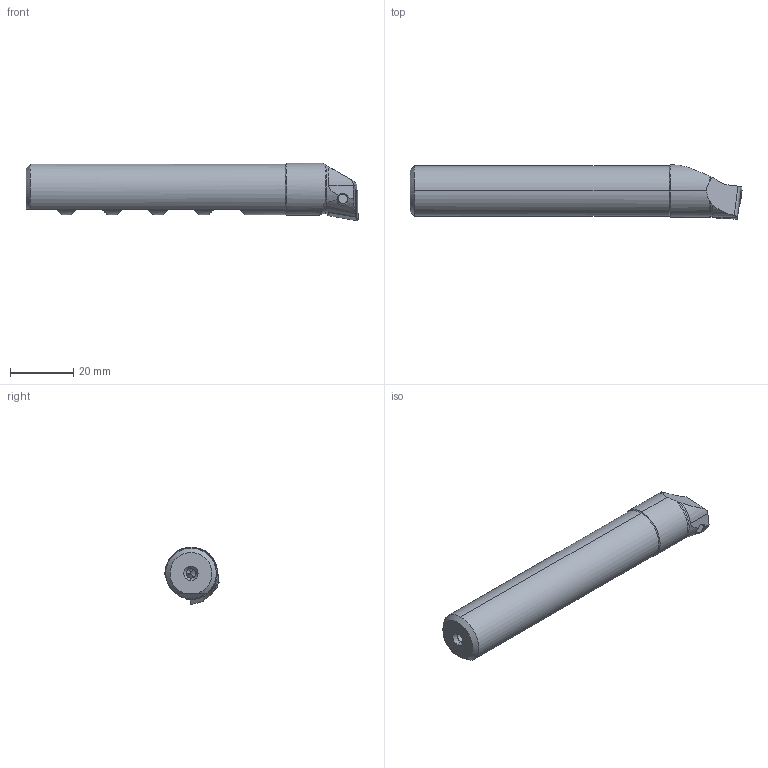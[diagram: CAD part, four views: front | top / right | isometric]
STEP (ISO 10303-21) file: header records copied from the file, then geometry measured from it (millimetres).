
FILE_DESCRIPTION (( 'STEP AP203' ), '1' );
FILE_NAME ('272.020.009C.STEP', '2024-08-27T08:52:57', ( '' ), ( '' ), 'SwSTEP 2.0', 'SolidWorks 2022', '' );
FILE_SCHEMA (( 'CONFIG_CONTROL_DESIGN' ));
Length unit declared in the file: millimetre
Products named in the file (4): 272.020.009C; B20-WCB.K11.105_B; CCMT09T304; WCB-ER2.001.009_A
Assembly tree (3 placements, depth 2):
  272.020.009C
    B20-WCB.K11.105_B
    CCMT09T304
    WCB-ER2.001.009_A
Bounding box: 105 x 17.14 x 18.12 mm (x, y, z)
Volume: 18298.1 mm3; surface area: 6817 mm2
Topology: 3 solids, 3 shells, 149 faces, 399 edges, 243 vertices
Faces by surface type: plane 45, cylinder 42, cone 37, bspline 13, torus 10, sphere 2
Entity records: 5501 total; most frequent: CARTESIAN_POINT 1714, ORIENTED_EDGE 774, DIRECTION 642, EDGE_CURVE 387, AXIS2_PLACEMENT_3D 247, VERTEX_POINT 243, EDGE_LOOP 154, ADVANCED_FACE 149
